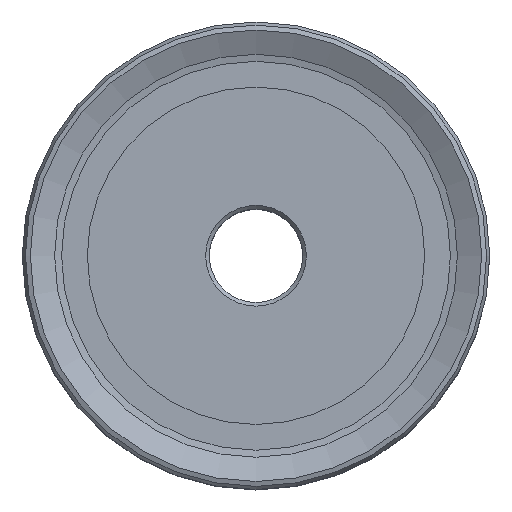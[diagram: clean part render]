
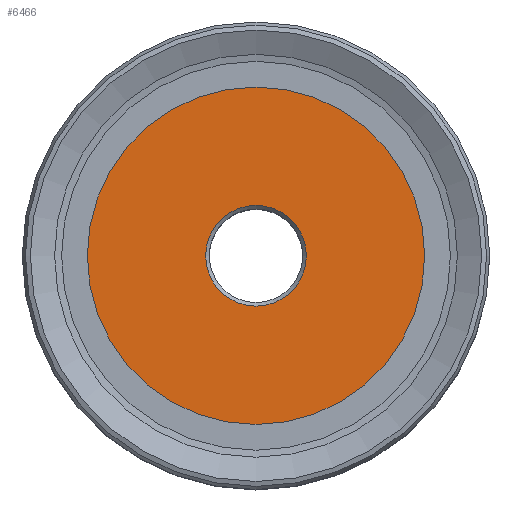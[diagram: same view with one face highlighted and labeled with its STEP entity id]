
A CAD part, top view. The second image highlights one B-rep face of the part: STEP entity #6466.
In plain terms, the highlighted planar face has unit normal (0, 0, 1).
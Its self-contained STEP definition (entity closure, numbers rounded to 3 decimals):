
#19=FACE_BOUND('',#1351,.T.);
#23=PLANE('',#7053);
#332=CIRCLE('',#7049,3.425);
#335=CIRCLE('',#7054,11.469);
#949=FACE_OUTER_BOUND('',#1350,.T.);
#1350=EDGE_LOOP('',(#4375));
#1351=EDGE_LOOP('',(#4376));
#2512=VERTEX_POINT('',#11376);
#2515=VERTEX_POINT('',#11386);
#3222=EDGE_CURVE('',#2512,#2512,#332,.T.);
#3227=EDGE_CURVE('',#2515,#2515,#335,.T.);
#4375=ORIENTED_EDGE('',*,*,#3227,.F.);
#4376=ORIENTED_EDGE('',*,*,#3222,.F.);
#6466=ADVANCED_FACE('',(#949,#19),#23,.T.);
#7049=AXIS2_PLACEMENT_3D('',#11377,#8449,#8450);
#7053=AXIS2_PLACEMENT_3D('',#11385,#8459,#8460);
#7054=AXIS2_PLACEMENT_3D('',#11387,#8461,#8462);
#8449=DIRECTION('center_axis',(0.,0.,1.));
#8450=DIRECTION('ref_axis',(1.,0.,0.));
#8459=DIRECTION('center_axis',(0.,0.,1.));
#8460=DIRECTION('ref_axis',(1.,0.,0.));
#8461=DIRECTION('center_axis',(0.,0.,-1.));
#8462=DIRECTION('ref_axis',(1.,0.,0.));
#11376=CARTESIAN_POINT('',(-3.425,0.,9.));
#11377=CARTESIAN_POINT('Origin',(0.,0.,9.));
#11385=CARTESIAN_POINT('Origin',(-11.469,0.,9.));
#11386=CARTESIAN_POINT('',(11.469,0.,9.));
#11387=CARTESIAN_POINT('Origin',(0.,0.,9.));
